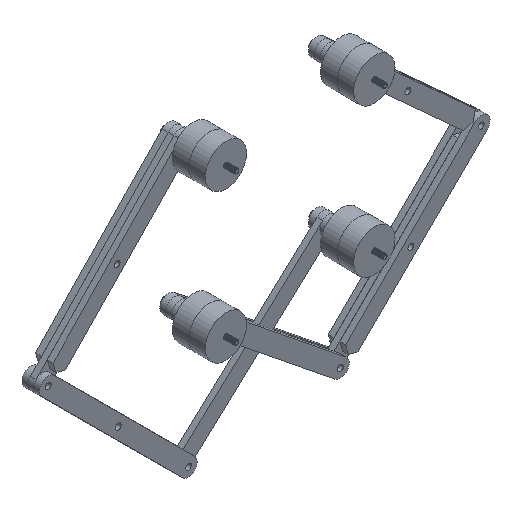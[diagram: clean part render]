
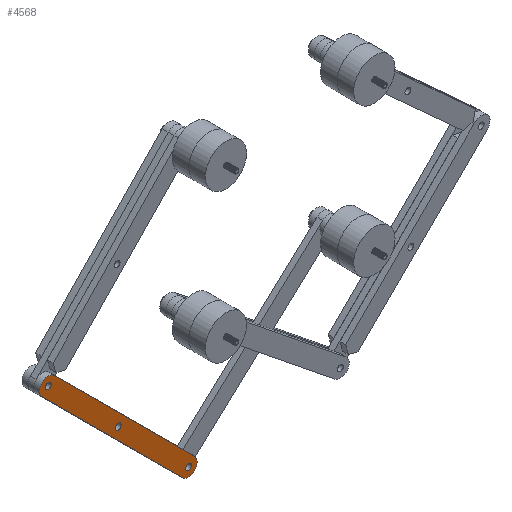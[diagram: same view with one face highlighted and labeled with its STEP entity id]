
A CAD part, isometric view. The second image highlights one B-rep face of the part: STEP entity #4568.
In plain terms, the highlighted face is planar.
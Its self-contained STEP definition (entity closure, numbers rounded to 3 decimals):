
#559=FACE_BOUND('',#944,.T.);
#560=FACE_BOUND('',#945,.T.);
#561=FACE_BOUND('',#946,.T.);
#660=FACE_OUTER_BOUND('',#943,.T.);
#943=EDGE_LOOP('',(#3238,#3239,#3240,#3241));
#944=EDGE_LOOP('',(#3242));
#945=EDGE_LOOP('',(#3243));
#946=EDGE_LOOP('',(#3244));
#1292=LINE('',#6740,#1584);
#1296=LINE('',#6750,#1588);
#1584=VECTOR('',#5541,10.);
#1588=VECTOR('',#5553,10.);
#1855=CIRCLE('',#4971,3.175);
#1857=CIRCLE('',#4974,3.175);
#1859=CIRCLE('',#4977,3.175);
#1862=CIRCLE('',#4981,9.525);
#1864=CIRCLE('',#4985,9.525);
#2032=VERTEX_POINT('',#6710);
#2034=VERTEX_POINT('',#6716);
#2036=VERTEX_POINT('',#6722);
#2040=VERTEX_POINT('',#6731);
#2041=VERTEX_POINT('',#6733);
#2043=VERTEX_POINT('',#6739);
#2045=VERTEX_POINT('',#6745);
#2494=EDGE_CURVE('',#2032,#2032,#1855,.T.);
#2497=EDGE_CURVE('',#2034,#2034,#1857,.T.);
#2500=EDGE_CURVE('',#2036,#2036,#1859,.T.);
#2505=EDGE_CURVE('',#2041,#2040,#1862,.T.);
#2508=EDGE_CURVE('',#2043,#2041,#1292,.T.);
#2511=EDGE_CURVE('',#2045,#2043,#1864,.T.);
#2514=EDGE_CURVE('',#2040,#2045,#1296,.T.);
#3238=ORIENTED_EDGE('',*,*,#2514,.T.);
#3239=ORIENTED_EDGE('',*,*,#2511,.T.);
#3240=ORIENTED_EDGE('',*,*,#2508,.T.);
#3241=ORIENTED_EDGE('',*,*,#2505,.T.);
#3242=ORIENTED_EDGE('',*,*,#2500,.T.);
#3243=ORIENTED_EDGE('',*,*,#2497,.T.);
#3244=ORIENTED_EDGE('',*,*,#2494,.T.);
#4456=PLANE('',#4987);
#4568=ADVANCED_FACE('',(#660,#559,#560,#561),#4456,.T.);
#4971=AXIS2_PLACEMENT_3D('',#6711,#5511,#5512);
#4974=AXIS2_PLACEMENT_3D('',#6717,#5518,#5519);
#4977=AXIS2_PLACEMENT_3D('',#6723,#5525,#5526);
#4981=AXIS2_PLACEMENT_3D('',#6734,#5535,#5536);
#4985=AXIS2_PLACEMENT_3D('',#6746,#5547,#5548);
#4987=AXIS2_PLACEMENT_3D('',#6751,#5554,#5555);
#5511=DIRECTION('center_axis',(0.,-1.,0.));
#5512=DIRECTION('ref_axis',(1.,0.,0.));
#5518=DIRECTION('center_axis',(0.,-1.,0.));
#5519=DIRECTION('ref_axis',(1.,0.,0.));
#5525=DIRECTION('center_axis',(0.,-1.,0.));
#5526=DIRECTION('ref_axis',(1.,0.,0.));
#5535=DIRECTION('center_axis',(0.,1.,0.));
#5536=DIRECTION('ref_axis',(0.,0.,1.));
#5541=DIRECTION('',(1.,0.,0.));
#5547=DIRECTION('center_axis',(0.,1.,0.));
#5548=DIRECTION('ref_axis',(0.,0.,-1.));
#5553=DIRECTION('',(-1.,0.,0.));
#5554=DIRECTION('center_axis',(0.,1.,0.));
#5555=DIRECTION('ref_axis',(0.,0.,1.));
#6710=CARTESIAN_POINT('',(104.775,9.525,0.));
#6711=CARTESIAN_POINT('Origin',(107.95,9.525,0.));
#6716=CARTESIAN_POINT('',(-111.125,9.525,0.));
#6717=CARTESIAN_POINT('Origin',(-107.95,9.525,0.));
#6722=CARTESIAN_POINT('',(-3.175,9.525,0.));
#6723=CARTESIAN_POINT('Origin',(0.,9.525,0.));
#6731=CARTESIAN_POINT('',(107.95,9.525,-9.525));
#6733=CARTESIAN_POINT('',(107.95,9.525,9.525));
#6734=CARTESIAN_POINT('Origin',(107.95,9.525,0.));
#6739=CARTESIAN_POINT('',(-107.95,9.525,9.525));
#6740=CARTESIAN_POINT('',(-53.975,9.525,9.525));
#6745=CARTESIAN_POINT('',(-107.95,9.525,-9.525));
#6746=CARTESIAN_POINT('Origin',(-107.95,9.525,0.));
#6750=CARTESIAN_POINT('',(53.975,9.525,-9.525));
#6751=CARTESIAN_POINT('Origin',(0.,9.525,0.));
